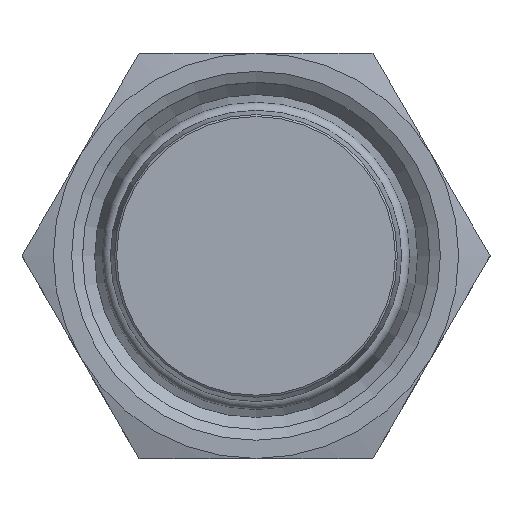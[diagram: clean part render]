
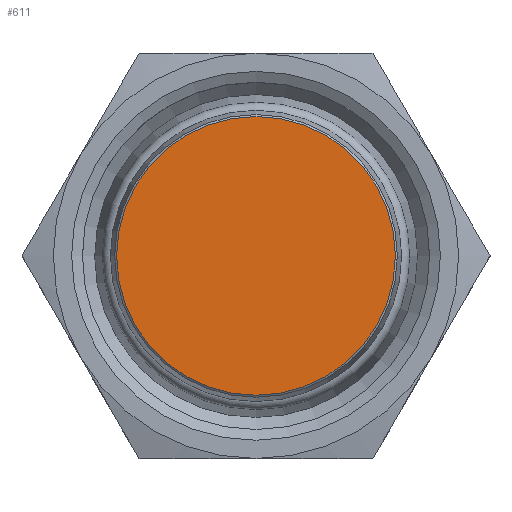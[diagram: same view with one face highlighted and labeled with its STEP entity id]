
A CAD part, top view. The second image highlights one B-rep face of the part: STEP entity #611.
In plain terms, the highlighted planar face has unit normal (0, 0, 1).
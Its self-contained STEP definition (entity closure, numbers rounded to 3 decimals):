
#588=CARTESIAN_POINT('',(17.192,0.,11.8));
#589=VERTEX_POINT('',#588);
#590=CARTESIAN_POINT('',(0.0,0.0,11.8));
#591=DIRECTION('',(0.0,0.0,-1.0));
#592=DIRECTION('',(-1.0,0.0,0.0));
#593=AXIS2_PLACEMENT_3D('',#590,#591,#592);
#594=CIRCLE('',#593,17.192);
#595=EDGE_CURVE('',#589,#589,#594,.T.);
#603=CARTESIAN_POINT('',(0.0,0.0,11.8));
#604=DIRECTION('',(0.0,0.0,-1.0));
#605=DIRECTION('',(-1.0,0.0,0.0));
#606=AXIS2_PLACEMENT_3D('',#603,#604,#605);
#607=PLANE('',#606);
#608=ORIENTED_EDGE('',*,*,#595,.F.);
#609=EDGE_LOOP('',(#608));
#610=FACE_OUTER_BOUND('',#609,.T.);
#611=ADVANCED_FACE('',(#610),#607,.F.);
